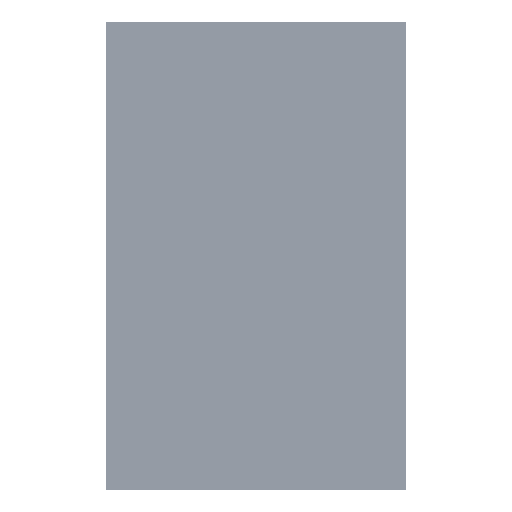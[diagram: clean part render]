
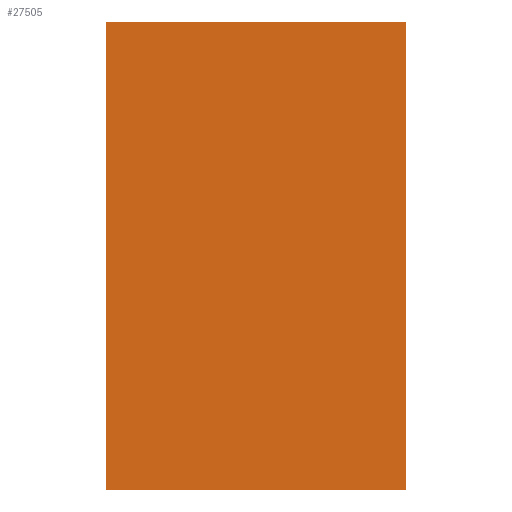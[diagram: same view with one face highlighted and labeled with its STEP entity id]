
A CAD part, front view. The second image highlights one B-rep face of the part: STEP entity #27505.
In plain terms, the highlighted planar face has unit normal (0, -1, 0).
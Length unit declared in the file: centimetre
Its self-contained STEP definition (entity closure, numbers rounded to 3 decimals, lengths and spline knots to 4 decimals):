
#101 = VERTEX_POINT ( 'NONE', #37697 ) ;
#2297 = EDGE_LOOP ( 'NONE', ( #13206, #18483, #9138, #45666 ) ) ;
#3689 = VECTOR ( 'NONE', #10254, 100. ) ;
#4545 = CARTESIAN_POINT ( 'NONE',  ( 9.9, -0.375, -0.6 ) ) ;
#8242 = DIRECTION ( 'NONE',  ( 0., 0., 1. ) ) ;
#9138 = ORIENTED_EDGE ( 'NONE', *, *, #33588, .F. ) ;
#10065 = VERTEX_POINT ( 'NONE', #42229 ) ;
#10254 = DIRECTION ( 'NONE',  ( -1., 0., 0. ) ) ;
#11029 = CARTESIAN_POINT ( 'NONE',  ( 9.9, -0.375, 16.2 ) ) ;
#12733 = VECTOR ( 'NONE', #49468, 100. ) ;
#13206 = ORIENTED_EDGE ( 'NONE', *, *, #20771, .F. ) ;
#13809 = CARTESIAN_POINT ( 'NONE',  ( -0.9, -0.375, -0.6 ) ) ;
#15390 = DIRECTION ( 'NONE',  ( 0., 0., -1. ) ) ;
#16099 = CARTESIAN_POINT ( 'NONE',  ( -0.9, -0.375, -0.6 ) ) ;
#17054 = VECTOR ( 'NONE', #31727, 100. ) ;
#18483 = ORIENTED_EDGE ( 'NONE', *, *, #44300, .F. ) ;
#20771 = EDGE_CURVE ( 'NONE', #35546, #101, #27393, .T. ) ;
#22954 = VECTOR ( 'NONE', #15390, 100. ) ;
#25710 = FACE_OUTER_BOUND ( 'NONE', #2297, .T. ) ;
#27393 = LINE ( 'NONE', #16099, #17054 ) ;
#27505 = ADVANCED_FACE ( 'NONE', ( #25710 ), #41845, .F. ) ;
#30005 = CARTESIAN_POINT ( 'NONE',  ( 9.9, -0.375, -0.6 ) ) ;
#31727 = DIRECTION ( 'NONE',  ( 0., 0., 1. ) ) ;
#33588 = EDGE_CURVE ( 'NONE', #10065, #45141, #45896, .T. ) ;
#35546 = VERTEX_POINT ( 'NONE', #13809 ) ;
#35716 = AXIS2_PLACEMENT_3D ( 'NONE', #46973, #46723, #8242 ) ;
#37697 = CARTESIAN_POINT ( 'NONE',  ( -0.9, -0.375, 16.2 ) ) ;
#41845 = PLANE ( 'NONE',  #35716 ) ;
#42229 = CARTESIAN_POINT ( 'NONE',  ( 9.9, -0.375, 16.2 ) ) ;
#43627 = LINE ( 'NONE', #30005, #3689 ) ;
#44300 = EDGE_CURVE ( 'NONE', #45141, #35546, #43627, .T. ) ;
#44933 = EDGE_CURVE ( 'NONE', #101, #10065, #45584, .T. ) ;
#45141 = VERTEX_POINT ( 'NONE', #4545 ) ;
#45584 = LINE ( 'NONE', #49729, #12733 ) ;
#45666 = ORIENTED_EDGE ( 'NONE', *, *, #44933, .F. ) ;
#45896 = LINE ( 'NONE', #11029, #22954 ) ;
#46723 = DIRECTION ( 'NONE',  ( 0., 1., 0. ) ) ;
#46973 = CARTESIAN_POINT ( 'NONE',  ( 0., -0.375, 0. ) ) ;
#49468 = DIRECTION ( 'NONE',  ( 1., 0., 0. ) ) ;
#49729 = CARTESIAN_POINT ( 'NONE',  ( -0.9, -0.375, 16.2 ) ) ;
